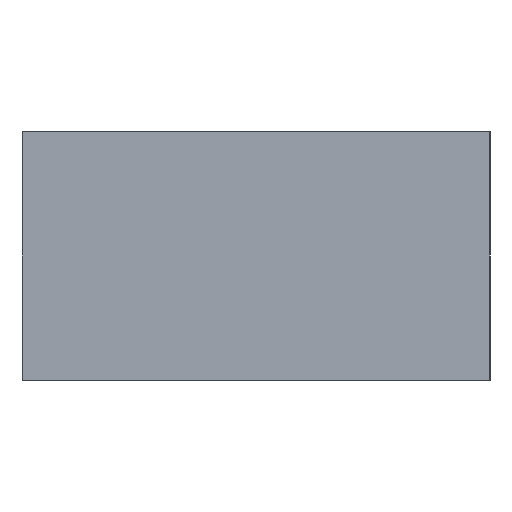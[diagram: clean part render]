
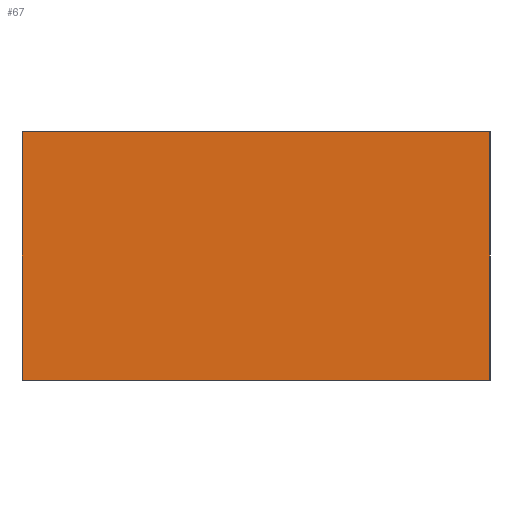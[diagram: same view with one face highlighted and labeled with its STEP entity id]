
A CAD part, left-side view. The second image highlights one B-rep face of the part: STEP entity #67.
In plain terms, the highlighted planar face has unit normal (-1, 0, 0).
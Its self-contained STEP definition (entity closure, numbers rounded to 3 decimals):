
#67=ADVANCED_FACE(' ',(#135),#136,.F.);
#135=FACE_OUTER_BOUND('',#206,.T.);
#136=PLANE('',#207);
#206=EDGE_LOOP('',(#304,#305,#306,#307));
#207=AXIS2_PLACEMENT_3D('',#308,#309,#310);
#304=ORIENTED_EDGE('',*,*,#411,.F.);
#305=ORIENTED_EDGE('',*,*,#414,.T.);
#306=ORIENTED_EDGE('',*,*,#415,.T.);
#307=ORIENTED_EDGE('',*,*,#416,.F.);
#308=CARTESIAN_POINT('',(-1.6,-0.8,0.0));
#309=DIRECTION('',(1.0,0.0,0.0));
#310=DIRECTION('',(0.0,1.0,0.0));
#411=EDGE_CURVE('',#479,#481,#482,.T.);
#414=EDGE_CURVE('',#479,#485,#486,.F.);
#415=EDGE_CURVE('',#485,#487,#488,.T.);
#416=EDGE_CURVE('',#481,#487,#489,.F.);
#479=VERTEX_POINT('',#576);
#481=VERTEX_POINT('',#579);
#482=LINE('',#580,#581);
#485=VERTEX_POINT('',#585);
#486=LINE('',#586,#587);
#487=VERTEX_POINT('',#588);
#488=LINE('',#589,#590);
#489=LINE('',#591,#592);
#576=CARTESIAN_POINT('',(-1.6,0.8,0.0));
#579=CARTESIAN_POINT('',(-1.6,0.8,0.85));
#580=CARTESIAN_POINT('',(-1.6,0.8,0.425));
#581=VECTOR('',#657,1.0);
#585=CARTESIAN_POINT('',(-1.6,-0.8,0.0));
#586=CARTESIAN_POINT('',(-1.6,0.0,0.0));
#587=VECTOR('',#659,1.0);
#588=CARTESIAN_POINT('',(-1.6,-0.8,0.85));
#589=CARTESIAN_POINT('',(-1.6,-0.8,0.425));
#590=VECTOR('',#660,1.0);
#591=CARTESIAN_POINT('',(-1.6,0.0,0.85));
#592=VECTOR('',#661,1.0);
#657=DIRECTION('',(0.0,0.0,1.0));
#659=DIRECTION('',(0.0,1.0,0.0));
#660=DIRECTION('',(0.0,0.0,1.0));
#661=DIRECTION('',(0.0,1.0,0.0));
